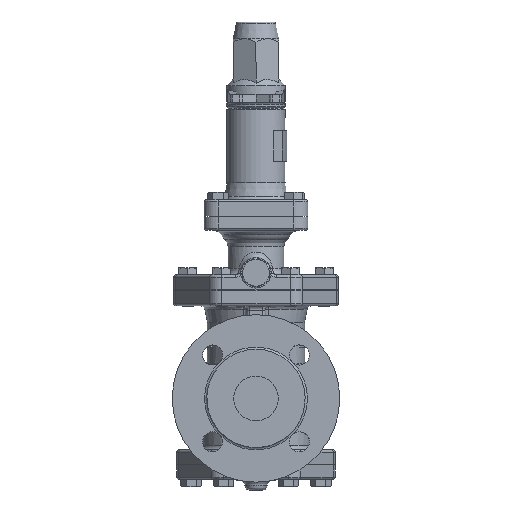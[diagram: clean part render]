
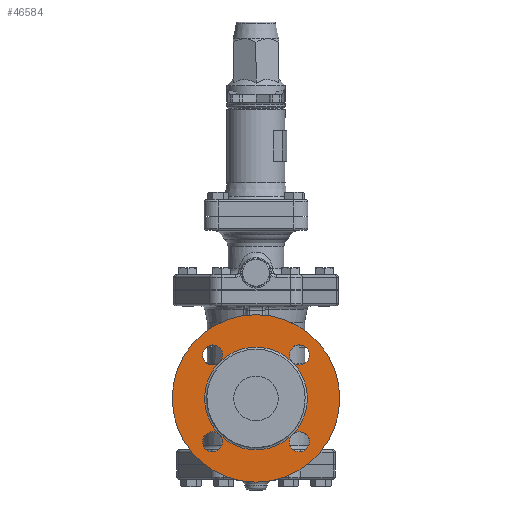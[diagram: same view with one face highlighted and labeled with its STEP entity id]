
A CAD part, left-side view. The second image highlights one B-rep face of the part: STEP entity #46584.
In plain terms, the highlighted planar face has unit normal (-1, 0, 0).
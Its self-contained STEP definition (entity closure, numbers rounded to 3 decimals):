
#46484=CARTESIAN_POINT('',(-98.0,-32.527,91.527));
#46485=VERTEX_POINT('',#46484);
#46486=CARTESIAN_POINT('',(-98.0,32.527,91.527));
#46487=VERTEX_POINT('',#46486);
#46488=CARTESIAN_POINT('',(-98.0,0.0,59.0));
#46489=DIRECTION('',(-1.0,0.0,0.0));
#46490=DIRECTION('',(0.0,0.0,-1.0));
#46491=AXIS2_PLACEMENT_3D('',#46488,#46489,#46490);
#46492=CIRCLE('',#46491,46.);
#46493=EDGE_CURVE('',#46485,#46487,#46492,.T.);
#46495=CARTESIAN_POINT('',(-98.0,32.527,26.473));
#46496=VERTEX_POINT('',#46495);
#46497=CARTESIAN_POINT('',(-98.0,0.0,59.0));
#46498=DIRECTION('',(-1.0,0.0,0.0));
#46499=DIRECTION('',(0.0,0.0,-1.0));
#46500=AXIS2_PLACEMENT_3D('',#46497,#46498,#46499);
#46501=CIRCLE('',#46500,46.);
#46502=EDGE_CURVE('',#46487,#46496,#46501,.T.);
#46504=CARTESIAN_POINT('',(-98.0,-32.527,26.473));
#46505=VERTEX_POINT('',#46504);
#46506=CARTESIAN_POINT('',(-98.0,0.0,59.0));
#46507=DIRECTION('',(-1.0,0.0,0.0));
#46508=DIRECTION('',(0.0,0.0,-1.0));
#46509=AXIS2_PLACEMENT_3D('',#46506,#46507,#46508);
#46510=CIRCLE('',#46509,46.);
#46511=EDGE_CURVE('',#46496,#46505,#46510,.T.);
#46513=CARTESIAN_POINT('',(-98.0,0.0,59.0));
#46514=DIRECTION('',(-1.0,0.0,0.0));
#46515=DIRECTION('',(0.0,0.0,-1.0));
#46516=AXIS2_PLACEMENT_3D('',#46513,#46514,#46515);
#46517=CIRCLE('',#46516,46.);
#46518=EDGE_CURVE('',#46505,#46485,#46517,.T.);
#46534=CARTESIAN_POINT('',(-98.0,0.0,59.0));
#46535=DIRECTION('',(1.0,0.0,0.0));
#46536=DIRECTION('',(0.0,0.0,-1.0));
#46537=AXIS2_PLACEMENT_3D('',#46534,#46535,#46536);
#46538=PLANE('',#46537);
#46539=CARTESIAN_POINT('',(-98.0,0.,134.0));
#46540=VERTEX_POINT('',#46539);
#46541=CARTESIAN_POINT('',(-98.0,0.0,59.0));
#46542=DIRECTION('',(1.0,0.0,0.0));
#46543=DIRECTION('',(0.0,0.0,-1.0));
#46544=AXIS2_PLACEMENT_3D('',#46541,#46542,#46543);
#46545=CIRCLE('',#46544,75.0);
#46546=EDGE_CURVE('',#46540,#46540,#46545,.T.);
#46547=ORIENTED_EDGE('',*,*,#46546,.F.);
#46548=EDGE_LOOP('',(#46547));
#46549=FACE_OUTER_BOUND('',#46548,.T.);
#46550=CARTESIAN_POINT('',(-98.0,-38.891,20.109));
#46551=DIRECTION('',(-1.0,0.0,0.0));
#46552=DIRECTION('',(0.0,-1.0,0.0));
#46553=AXIS2_PLACEMENT_3D('',#46550,#46551,#46552);
#46554=CIRCLE('',#46553,9.0);
#46555=EDGE_CURVE('',#46505,#46505,#46554,.T.);
#46556=ORIENTED_EDGE('',*,*,#46555,.F.);
#46557=ORIENTED_EDGE('',*,*,#46511,.F.);
#46558=CARTESIAN_POINT('',(-98.0,38.891,20.109));
#46559=DIRECTION('',(-1.0,0.0,0.0));
#46560=DIRECTION('',(0.0,0.0,-1.0));
#46561=AXIS2_PLACEMENT_3D('',#46558,#46559,#46560);
#46562=CIRCLE('',#46561,9.0);
#46563=EDGE_CURVE('',#46496,#46496,#46562,.T.);
#46564=ORIENTED_EDGE('',*,*,#46563,.F.);
#46565=ORIENTED_EDGE('',*,*,#46502,.F.);
#46566=CARTESIAN_POINT('',(-98.0,38.891,97.891));
#46567=DIRECTION('',(-1.0,0.0,0.0));
#46568=DIRECTION('',(0.0,1.0,0.0));
#46569=AXIS2_PLACEMENT_3D('',#46566,#46567,#46568);
#46570=CIRCLE('',#46569,9.0);
#46571=EDGE_CURVE('',#46487,#46487,#46570,.T.);
#46572=ORIENTED_EDGE('',*,*,#46571,.F.);
#46573=ORIENTED_EDGE('',*,*,#46493,.F.);
#46574=CARTESIAN_POINT('',(-98.0,-38.891,97.891));
#46575=DIRECTION('',(-1.0,0.0,0.0));
#46576=DIRECTION('',(0.0,0.0,1.0));
#46577=AXIS2_PLACEMENT_3D('',#46574,#46575,#46576);
#46578=CIRCLE('',#46577,9.0);
#46579=EDGE_CURVE('',#46485,#46485,#46578,.T.);
#46580=ORIENTED_EDGE('',*,*,#46579,.F.);
#46581=ORIENTED_EDGE('',*,*,#46518,.F.);
#46582=EDGE_LOOP('',(#46556,#46557,#46564,#46565,#46572,#46573,#46580,#46581));
#46583=FACE_BOUND('',#46582,.T.);
#46584=ADVANCED_FACE('',(#46549,#46583),#46538,.F.);
